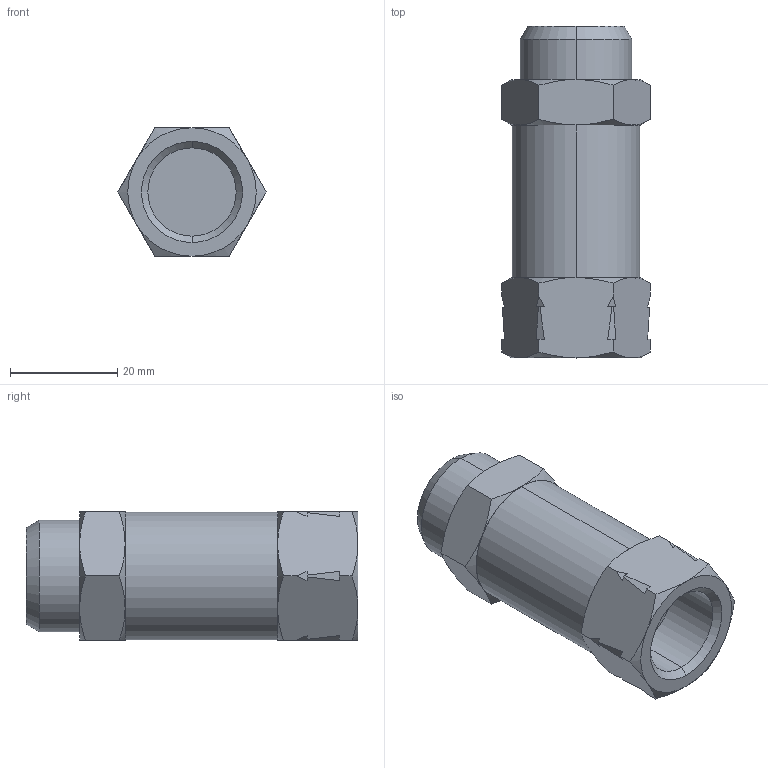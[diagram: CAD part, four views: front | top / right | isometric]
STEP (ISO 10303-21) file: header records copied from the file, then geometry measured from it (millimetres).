
FILE_DESCRIPTION (( 'STEP AP214' ), '1' );
FILE_NAME ('AZ-VNR3_8MF.STEP', '2018-08-27T07:04:32', ( '' ), ( '' ), 'SwSTEP 2.0', 'SolidWorks 2018', '' );
FILE_SCHEMA (( 'AUTOMOTIVE_DESIGN' ));
Length unit declared in the file: millimetre
Products named in the file (1): AZ-VNR3_8MF
Bounding box: 27.71 x 62 x 24 mm (x, y, z)
Volume: 25144.4 mm3; surface area: 6264.1 mm2
Topology: 1 solids, 1 shells, 76 faces, 182 edges, 112 vertices
Faces by surface type: plane 42, cone 28, cylinder 6
Entity records: 3342 total; most frequent: CARTESIAN_POINT 1305, ORIENTED_EDGE 364, DIRECTION 328, EDGE_CURVE 182, AXIS2_PLACEMENT_3D 117, VERTEX_POINT 112, VECTOR 94, LINE 94
